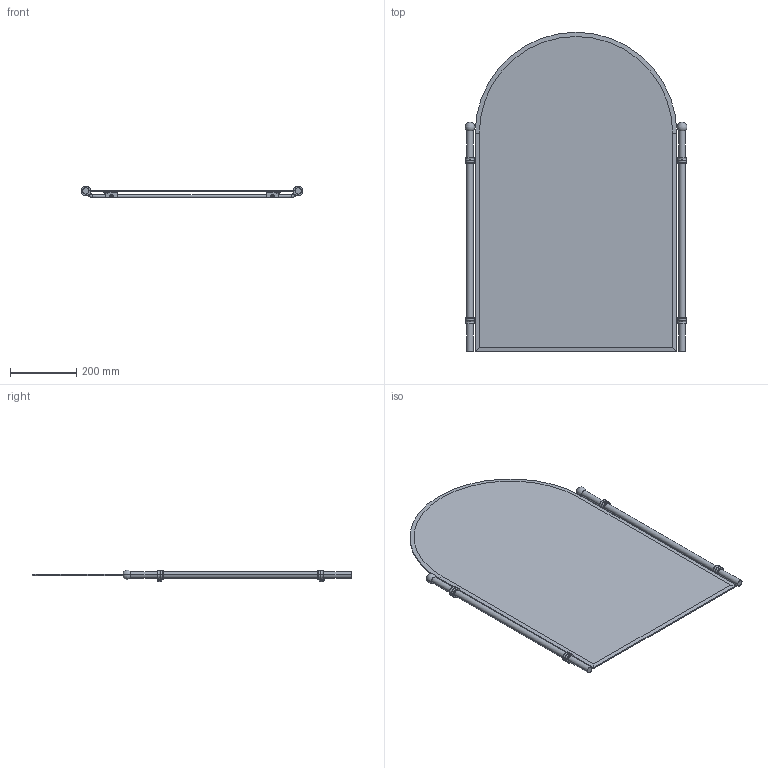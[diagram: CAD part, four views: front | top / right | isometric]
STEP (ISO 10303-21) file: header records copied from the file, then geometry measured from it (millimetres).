
FILE_DESCRIPTION((''),'2;1');
FILE_NAME('1142','2021-06-21T17:25:42',('jinson.thomas'),(''),'CREO PARAMETRIC BY PTC INC, 2018400','CREO PARAMETRIC BY PTC INC, 2018400','');
FILE_SCHEMA(('CONFIG_CONTROL_DESIGN'));
Length unit declared in the file: inch
Products named in the file (1): 1142
Bounding box: 670.16 x 965.2 x 35.38 mm (x, y, z)
Volume: 3294885 mm3; surface area: 1278827.9 mm2
Topology: 1 solids, 1 shells, 374 faces, 1108 edges, 746 vertices
Faces by surface type: plane 156, cylinder 113, torus 52, cone 25, sphere 16, bspline 12
Entity records: 22363 total; most frequent: CARTESIAN_POINT 12616, ORIENTED_EDGE 2208, DIRECTION 1857, EDGE_CURVE 1104, VERTEX_POINT 746, AXIS2_PLACEMENT_3D 733, EDGE_LOOP 404, VECTOR 391
